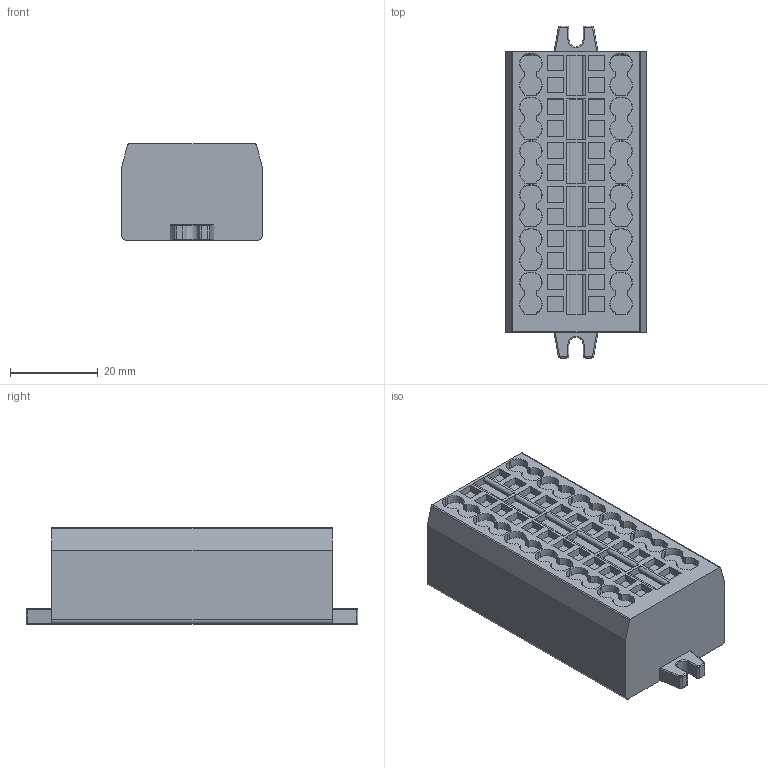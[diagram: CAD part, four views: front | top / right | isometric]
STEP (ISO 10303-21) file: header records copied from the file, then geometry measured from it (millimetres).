
FILE_DESCRIPTION(/* description */ ('Unknown'),/* implementation_level */ '2;1');
FILE_NAME(/* name */ 'SQTP2.5P4-6W_SOLID',/* time_stamp */ '2024-08-07T15:37:07+05:00',/* author */ ('Unknown'),/* organization */ ('Unknown'),/* preprocessor_version */ 'ST-DEVELOPER v16.7',/* originating_system */ 'Solid Edge',/* authorisation */ 'Unknown');
FILE_SCHEMA (('AUTOMOTIVE_DESIGN {1 0 10303 214 3 1 1}'));
Length unit declared in the file: millimetre
Products named in the file (1): SQTP2.5P4-6W_SOLID
Bounding box: 32.05 x 75.8 x 22 mm (x, y, z)
Volume: 43176.4 mm3; surface area: 10119.1 mm2
Topology: 1 solids, 4 shells, 598 faces, 1557 edges, 1009 vertices
Faces by surface type: plane 416, cylinder 101, cone 51, torus 20, bspline 10
Entity records: 23635 total; most frequent: CARTESIAN_POINT 4685, ORIENTED_EDGE 3114, DIRECTION 2969, EDGE_CURVE 1557, LINE 1127, VECTOR 1127, VERTEX_POINT 1009, AXIS2_PLACEMENT_3D 921
